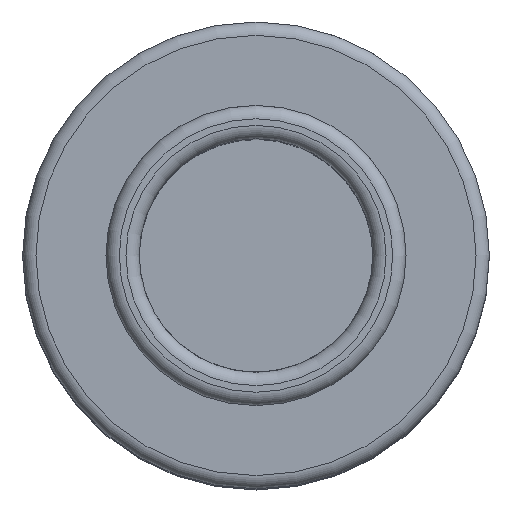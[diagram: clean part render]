
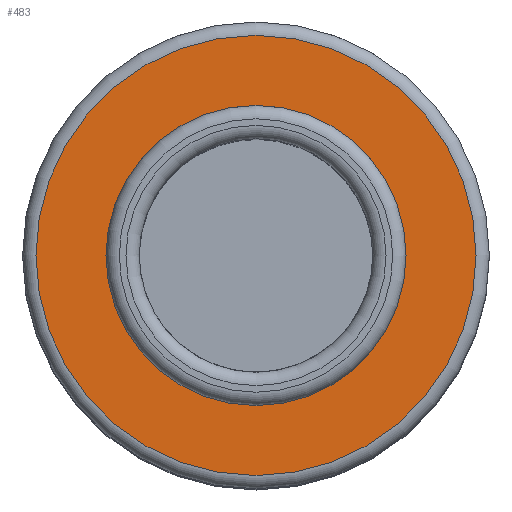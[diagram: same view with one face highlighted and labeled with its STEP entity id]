
A CAD part, top view. The second image highlights one B-rep face of the part: STEP entity #483.
In plain terms, the highlighted planar face has unit normal (0, -0.002, 1).
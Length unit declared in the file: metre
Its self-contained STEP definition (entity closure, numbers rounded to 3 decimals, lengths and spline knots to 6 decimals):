
#63=PLANE('',#599);
#107=ORIENTED_EDGE('',*,*,#182,.T.);
#108=ORIENTED_EDGE('',*,*,#183,.F.);
#182=EDGE_CURVE('',#227,#227,#270,.T.);
#183=EDGE_CURVE('',#228,#228,#271,.T.);
#227=VERTEX_POINT('',#888);
#228=VERTEX_POINT('',#890);
#270=CIRCLE('',#600,0.04191);
#271=CIRCLE('',#601,0.028575);
#324=EDGE_LOOP('',(#107));
#325=EDGE_LOOP('',(#108));
#406=FACE_BOUND('',#324,.T.);
#407=FACE_BOUND('',#325,.T.);
#483=ADVANCED_FACE('',(#406,#407),#63,.T.);
#599=AXIS2_PLACEMENT_3D('',#886,#733,#734);
#600=AXIS2_PLACEMENT_3D('',#887,#735,#736);
#601=AXIS2_PLACEMENT_3D('',#889,#737,#738);
#733=DIRECTION('',(0.,0.,1.));
#734=DIRECTION('',(1.,0.,0.));
#735=DIRECTION('',(0.,0.,1.));
#736=DIRECTION('',(1.,0.,0.));
#737=DIRECTION('',(0.,0.,1.));
#738=DIRECTION('',(1.,0.,0.));
#886=CARTESIAN_POINT('',(0.,0.,0.03175));
#887=CARTESIAN_POINT('',(0.,0.,0.03175));
#888=CARTESIAN_POINT('',(0.04191,0.,0.03175));
#889=CARTESIAN_POINT('',(0.,0.,0.03175));
#890=CARTESIAN_POINT('',(0.028575,0.,0.03175));
